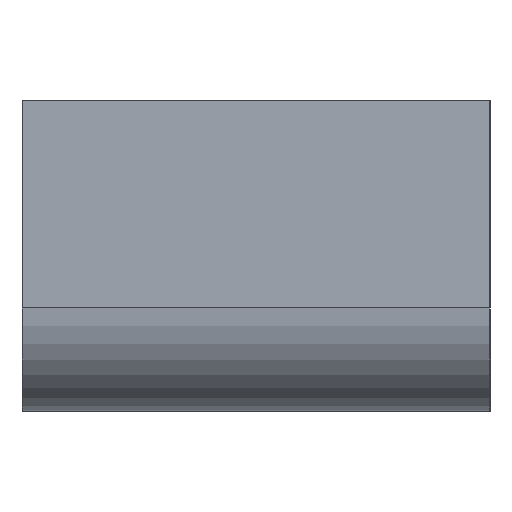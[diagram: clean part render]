
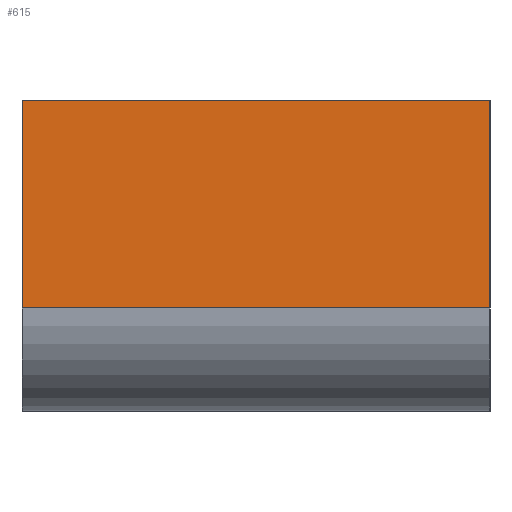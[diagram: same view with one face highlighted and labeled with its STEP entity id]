
A CAD part, left-side view. The second image highlights one B-rep face of the part: STEP entity #615.
In plain terms, the highlighted planar face has unit normal (-1, 0, 0).
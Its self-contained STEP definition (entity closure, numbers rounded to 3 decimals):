
#14=PLANE($,#651);
#44=FACE_OUTER_BOUND($,#75,.T.);
#75=EDGE_LOOP($,(#436,#437,#438,#439));
#106=LINE($,#847,#192);
#108=LINE($,#853,#194);
#109=LINE($,#855,#195);
#110=LINE($,#856,#196);
#192=VECTOR($,#689,9.);
#194=VECTOR($,#695,4.);
#195=VECTOR($,#696,9.);
#196=VECTOR($,#697,4.);
#283=VERTEX_POINT($,#844);
#284=VERTEX_POINT($,#846);
#286=VERTEX_POINT($,#852);
#287=VERTEX_POINT($,#854);
#343=EDGE_CURVE($,#283,#284,#106,.T.);
#346=EDGE_CURVE($,#283,#286,#108,.T.);
#347=EDGE_CURVE($,#287,#286,#109,.T.);
#348=EDGE_CURVE($,#284,#287,#110,.T.);
#436=ORIENTED_EDGE($,*,*,#343,.F.);
#437=ORIENTED_EDGE($,*,*,#346,.T.);
#438=ORIENTED_EDGE($,*,*,#347,.F.);
#439=ORIENTED_EDGE($,*,*,#348,.F.);
#615=ADVANCED_FACE($,(#44),#14,.T.);
#651=AXIS2_PLACEMENT_3D($,#851,#693,#694);
#689=DIRECTION($,(0.,1.,0.));
#693=DIRECTION('center_axis',(-1.,0.,0.));
#694=DIRECTION('ref_axis',(0.,-1.,0.));
#695=DIRECTION($,(0.,0.,1.));
#696=DIRECTION($,(0.,-1.,0.));
#697=DIRECTION($,(0.,0.,1.));
#844=CARTESIAN_POINT('',(0.,0.,2.));
#846=CARTESIAN_POINT('',(0.,9.,2.));
#847=CARTESIAN_POINT($,(0.,6.75,2.));
#851=CARTESIAN_POINT('Origin',(0.,9.,0.));
#852=CARTESIAN_POINT('',(0.,0.,6.));
#853=CARTESIAN_POINT($,(0.,0.,0.));
#854=CARTESIAN_POINT('',(0.,9.,6.));
#855=CARTESIAN_POINT($,(0.,9.,6.));
#856=CARTESIAN_POINT($,(0.,9.,0.));
